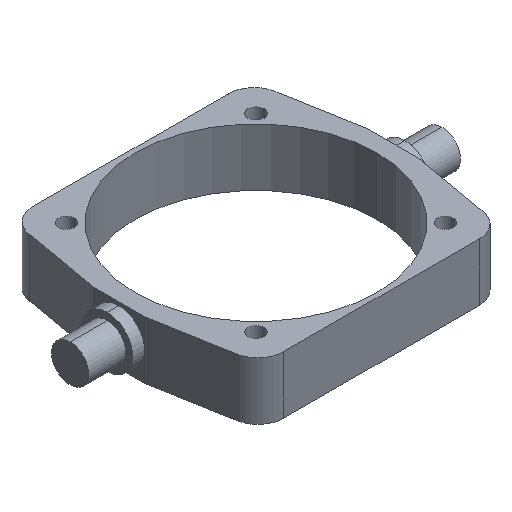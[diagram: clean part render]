
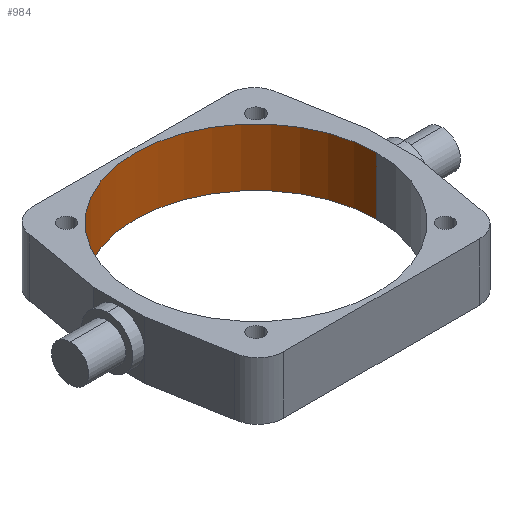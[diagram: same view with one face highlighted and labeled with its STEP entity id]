
A CAD part, isometric view. The second image highlights one B-rep face of the part: STEP entity #984.
In plain terms, the highlighted cylindrical face has radius 130.1 mm (diameter 260.2 mm), a partial arc.
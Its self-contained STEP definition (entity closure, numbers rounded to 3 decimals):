
#28 = LINE ( 'NONE', #891, #38 ) ;
#38 = VECTOR ( 'NONE', #892, 1000. ) ;
#58 = LINE ( 'NONE', #908, #60 ) ;
#60 = VECTOR ( 'NONE', #909, 1000. ) ;
#101 = ORIENTED_EDGE ( 'NONE', *, *, #1005, .F. ) ;
#124 = ORIENTED_EDGE ( 'NONE', *, *, #1113, .F. ) ;
#213 = EDGE_LOOP ( 'NONE', ( #124, #220, #248, #101 ) ) ;
#220 = ORIENTED_EDGE ( 'NONE', *, *, #1063, .T. ) ;
#248 = ORIENTED_EDGE ( 'NONE', *, *, #1099, .T. ) ;
#377 = CARTESIAN_POINT ( 'NONE',  ( -130.1, 0., 62. ) ) ;
#378 = CARTESIAN_POINT ( 'NONE',  ( 130.1, 0., 62. ) ) ;
#383 = VERTEX_POINT ( 'NONE', #377 ) ;
#384 = VERTEX_POINT ( 'NONE', #453 ) ;
#385 = VERTEX_POINT ( 'NONE', #378 ) ;
#443 = VERTEX_POINT ( 'NONE', #509 ) ;
#453 = CARTESIAN_POINT ( 'NONE',  ( 130.1, 0., 0. ) ) ;
#509 = CARTESIAN_POINT ( 'NONE',  ( -130.1, 0., 0. ) ) ;
#694 = CARTESIAN_POINT ( 'NONE',  ( 0., 0., 0. ) ) ;
#696 = DIRECTION ( 'NONE',  ( -1., 0., 0. ) ) ;
#697 = DIRECTION ( 'NONE',  ( 0., 0., -1. ) ) ;
#698 = CARTESIAN_POINT ( 'NONE',  ( 0., 0., 62. ) ) ;
#700 = DIRECTION ( 'NONE',  ( 0., 0., 1. ) ) ;
#701 = DIRECTION ( 'NONE',  ( 1., 0., 0. ) ) ;
#816 = CARTESIAN_POINT ( 'NONE',  ( 0., 0., 62. ) ) ;
#817 = DIRECTION ( 'NONE',  ( 0., 0., 1. ) ) ;
#818 = DIRECTION ( 'NONE',  ( 1., 0., 0. ) ) ;
#891 = CARTESIAN_POINT ( 'NONE',  ( -130.1, 0., 62. ) ) ;
#892 = DIRECTION ( 'NONE',  ( 0., 0., -1. ) ) ;
#908 = CARTESIAN_POINT ( 'NONE',  ( 130.1, 0., 62. ) ) ;
#909 = DIRECTION ( 'NONE',  ( 0., 0., -1. ) ) ;
#984 = ADVANCED_FACE ( 'NONE', ( #1274 ), #1351, .F. ) ;
#1005 = EDGE_CURVE ( 'NONE', #384, #443, #1272, .T. ) ;
#1063 = EDGE_CURVE ( 'NONE', #385, #383, #1232, .T. ) ;
#1079 = AXIS2_PLACEMENT_3D ( 'NONE', #694, #700, #701 ) ;
#1099 = EDGE_CURVE ( 'NONE', #383, #443, #28, .T. ) ;
#1113 = EDGE_CURVE ( 'NONE', #385, #384, #58, .T. ) ;
#1123 = AXIS2_PLACEMENT_3D ( 'NONE', #698, #697, #696 ) ;
#1199 = AXIS2_PLACEMENT_3D ( 'NONE', #816, #817, #818 ) ;
#1232 = CIRCLE ( 'NONE', #1199, 130.1 ) ;
#1272 = CIRCLE ( 'NONE', #1079, 130.1 ) ;
#1274 = FACE_OUTER_BOUND ( 'NONE', #213, .T. ) ;
#1351 = CYLINDRICAL_SURFACE ( 'NONE', #1123, 130.1 ) ;
